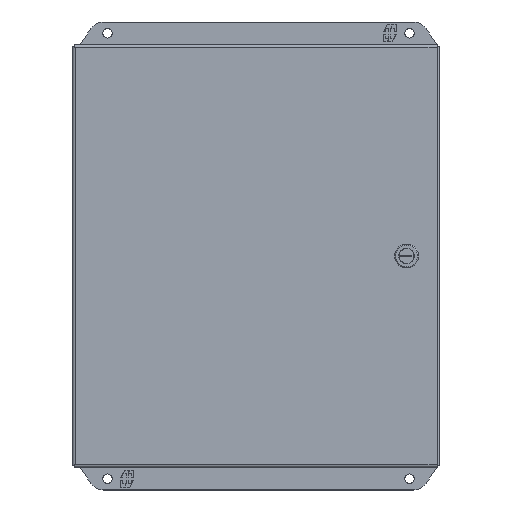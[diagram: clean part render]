
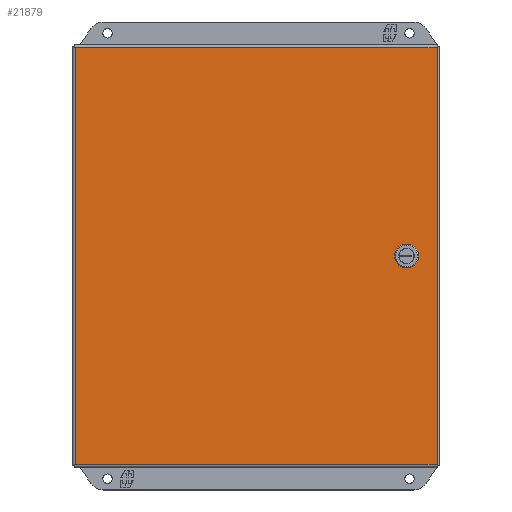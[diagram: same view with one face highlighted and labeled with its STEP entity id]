
A CAD part, front view. The second image highlights one B-rep face of the part: STEP entity #21879.
In plain terms, the highlighted planar face has unit normal (0, -1, 0).
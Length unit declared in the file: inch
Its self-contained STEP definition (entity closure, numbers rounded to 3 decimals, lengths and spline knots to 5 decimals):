
#241 = CARTESIAN_POINT ( 'NONE',  ( -6.07332, -8.61133, 6.914 ) ) ;
#919 = ORIENTED_EDGE ( 'NONE', *, *, #23367, .F. ) ;
#1794 = LINE ( 'NONE', #9799, #19411 ) ;
#1822 = VERTEX_POINT ( 'NONE', #7392 ) ;
#1847 = FACE_BOUND ( 'NONE', #4385, .T. ) ;
#2178 = CARTESIAN_POINT ( 'NONE',  ( 4.57568, -8.61133, -0.07559 ) ) ;
#2227 = LINE ( 'NONE', #24294, #23555 ) ;
#2229 = CARTESIAN_POINT ( 'NONE',  ( 4.83109, -8.61133, -0.331 ) ) ;
#2460 = CARTESIAN_POINT ( 'NONE',  ( 4.57568, -8.61133, -0.07559 ) ) ;
#2476 = VERTEX_POINT ( 'NONE', #19092 ) ;
#3066 = VECTOR ( 'NONE', #11684, 39.37008 ) ;
#3197 = DIRECTION ( 'NONE',  ( -1., 0., 0. ) ) ;
#3576 = LINE ( 'NONE', #8173, #3066 ) ;
#3749 = CARTESIAN_POINT ( 'NONE',  ( 4.98226, -8.61133, 0.331 ) ) ;
#4385 = EDGE_LOOP ( 'NONE', ( #17943, #17655, #11117, #919, #17515, #20542, #24225, #17883 ) ) ;
#4427 = VECTOR ( 'NONE', #22267, 39.37008 ) ;
#5051 = CARTESIAN_POINT ( 'NONE',  ( 4.98226, -8.61133, -0.331 ) ) ;
#5479 = CARTESIAN_POINT ( 'NONE',  ( 5.91268, -8.61133, 6.914 ) ) ;
#5715 = EDGE_CURVE ( 'NONE', #1822, #15778, #24677, .T. ) ;
#6055 = CARTESIAN_POINT ( 'NONE',  ( 5.91268, -8.61133, -6.914 ) ) ;
#6143 = EDGE_LOOP ( 'NONE', ( #13645, #17881, #22349, #14012 ) ) ;
#6151 = VERTEX_POINT ( 'NONE', #15243 ) ;
#6226 = CARTESIAN_POINT ( 'NONE',  ( 4.57568, -8.61133, 0.07559 ) ) ;
#6426 = VERTEX_POINT ( 'NONE', #5479 ) ;
#6599 = EDGE_CURVE ( 'NONE', #7253, #6426, #12035, .T. ) ;
#6875 = CARTESIAN_POINT ( 'NONE',  ( 5.23768, -8.61133, 0.07559 ) ) ;
#6904 = LINE ( 'NONE', #5051, #15617 ) ;
#7253 = VERTEX_POINT ( 'NONE', #6055 ) ;
#7392 = CARTESIAN_POINT ( 'NONE',  ( 4.57568, -8.61133, 0.07559 ) ) ;
#7441 = LINE ( 'NONE', #9419, #11914 ) ;
#7723 = CARTESIAN_POINT ( 'NONE',  ( 5.91268, -8.61133, -6.914 ) ) ;
#8097 = LINE ( 'NONE', #3749, #17330 ) ;
#8173 = CARTESIAN_POINT ( 'NONE',  ( -6.07332, -8.61133, -6.914 ) ) ;
#8719 = CARTESIAN_POINT ( 'NONE',  ( 4.83109, -8.61133, 0.331 ) ) ;
#8920 = EDGE_CURVE ( 'NONE', #23444, #15755, #1794, .T. ) ;
#9343 = VERTEX_POINT ( 'NONE', #10230 ) ;
#9419 = CARTESIAN_POINT ( 'NONE',  ( -6.07332, -8.61133, 6.914 ) ) ;
#9703 = EDGE_CURVE ( 'NONE', #20319, #9343, #8097, .T. ) ;
#9799 = CARTESIAN_POINT ( 'NONE',  ( 5.23768, -8.61133, -0.07559 ) ) ;
#10055 = DIRECTION ( 'NONE',  ( -0.707, 0., 0.707 ) ) ;
#10093 = DIRECTION ( 'NONE',  ( 0., 0., -1. ) ) ;
#10230 = CARTESIAN_POINT ( 'NONE',  ( 4.98226, -8.61133, 0.331 ) ) ;
#10701 = VECTOR ( 'NONE', #3197, 39.37008 ) ;
#11117 = ORIENTED_EDGE ( 'NONE', *, *, #5715, .F. ) ;
#11413 = EDGE_CURVE ( 'NONE', #20358, #7253, #3576, .T. ) ;
#11684 = DIRECTION ( 'NONE',  ( 1., 0., 0. ) ) ;
#11727 = VECTOR ( 'NONE', #12166, 39.37008 ) ;
#11746 = VECTOR ( 'NONE', #24164, 39.37008 ) ;
#11914 = VECTOR ( 'NONE', #25204, 39.37008 ) ;
#12035 = LINE ( 'NONE', #7723, #11727 ) ;
#12166 = DIRECTION ( 'NONE',  ( 0., 0., 1. ) ) ;
#12261 = LINE ( 'NONE', #6226, #4427 ) ;
#12331 = PLANE ( 'NONE',  #18624 ) ;
#13645 = ORIENTED_EDGE ( 'NONE', *, *, #6599, .T. ) ;
#14012 = ORIENTED_EDGE ( 'NONE', *, *, #11413, .T. ) ;
#14274 = LINE ( 'NONE', #24032, #11746 ) ;
#14995 = CARTESIAN_POINT ( 'NONE',  ( -6.07332, -8.61133, -6.914 ) ) ;
#15243 = CARTESIAN_POINT ( 'NONE',  ( 4.83109, -8.61133, 0.331 ) ) ;
#15617 = VECTOR ( 'NONE', #20840, 39.37008 ) ;
#15755 = VERTEX_POINT ( 'NONE', #20562 ) ;
#15778 = VERTEX_POINT ( 'NONE', #2178 ) ;
#16728 = CARTESIAN_POINT ( 'NONE',  ( 4.98226, -8.61133, -0.331 ) ) ;
#16737 = EDGE_CURVE ( 'NONE', #15755, #20319, #14274, .T. ) ;
#17330 = VECTOR ( 'NONE', #10055, 39.37008 ) ;
#17515 = ORIENTED_EDGE ( 'NONE', *, *, #23410, .F. ) ;
#17655 = ORIENTED_EDGE ( 'NONE', *, *, #19539, .F. ) ;
#17861 = CARTESIAN_POINT ( 'NONE',  ( -6.07332, -8.61133, -6.914 ) ) ;
#17881 = ORIENTED_EDGE ( 'NONE', *, *, #22599, .T. ) ;
#17883 = ORIENTED_EDGE ( 'NONE', *, *, #8920, .F. ) ;
#17943 = ORIENTED_EDGE ( 'NONE', *, *, #19967, .F. ) ;
#18250 = DIRECTION ( 'NONE',  ( 0.707, 0., -0.707 ) ) ;
#18624 = AXIS2_PLACEMENT_3D ( 'NONE', #17861, #20369, #19969 ) ;
#18958 = EDGE_CURVE ( 'NONE', #19871, #20358, #2227, .T. ) ;
#19092 = CARTESIAN_POINT ( 'NONE',  ( 4.83109, -8.61133, -0.331 ) ) ;
#19411 = VECTOR ( 'NONE', #25846, 39.37008 ) ;
#19539 = EDGE_CURVE ( 'NONE', #15778, #2476, #20478, .T. ) ;
#19871 = VERTEX_POINT ( 'NONE', #241 ) ;
#19967 = EDGE_CURVE ( 'NONE', #2476, #23444, #6904, .T. ) ;
#19969 = DIRECTION ( 'NONE',  ( 0., 0., -1. ) ) ;
#20235 = VECTOR ( 'NONE', #18250, 39.37008 ) ;
#20319 = VERTEX_POINT ( 'NONE', #6875 ) ;
#20358 = VERTEX_POINT ( 'NONE', #14995 ) ;
#20369 = DIRECTION ( 'NONE',  ( 0., -1., 0. ) ) ;
#20478 = LINE ( 'NONE', #2229, #20235 ) ;
#20542 = ORIENTED_EDGE ( 'NONE', *, *, #9703, .F. ) ;
#20562 = CARTESIAN_POINT ( 'NONE',  ( 5.23768, -8.61133, -0.07559 ) ) ;
#20594 = DIRECTION ( 'NONE',  ( 0., 0., -1. ) ) ;
#20840 = DIRECTION ( 'NONE',  ( 1., 0., 0. ) ) ;
#21879 = ADVANCED_FACE ( 'NONE', ( #1847, #22343 ), #12331, .T. ) ;
#22267 = DIRECTION ( 'NONE',  ( -0.707, 0., -0.707 ) ) ;
#22343 = FACE_OUTER_BOUND ( 'NONE', #6143, .T. ) ;
#22349 = ORIENTED_EDGE ( 'NONE', *, *, #18958, .T. ) ;
#22599 = EDGE_CURVE ( 'NONE', #6426, #19871, #7441, .T. ) ;
#22925 = LINE ( 'NONE', #8719, #10701 ) ;
#23367 = EDGE_CURVE ( 'NONE', #6151, #1822, #12261, .T. ) ;
#23410 = EDGE_CURVE ( 'NONE', #9343, #6151, #22925, .T. ) ;
#23444 = VERTEX_POINT ( 'NONE', #16728 ) ;
#23555 = VECTOR ( 'NONE', #10093, 39.37008 ) ;
#24032 = CARTESIAN_POINT ( 'NONE',  ( 5.23768, -8.61133, 0.07559 ) ) ;
#24164 = DIRECTION ( 'NONE',  ( 0., 0., 1. ) ) ;
#24225 = ORIENTED_EDGE ( 'NONE', *, *, #16737, .F. ) ;
#24294 = CARTESIAN_POINT ( 'NONE',  ( -6.07332, -8.61133, -6.914 ) ) ;
#24677 = LINE ( 'NONE', #2460, #25271 ) ;
#25204 = DIRECTION ( 'NONE',  ( -1., 0., 0. ) ) ;
#25271 = VECTOR ( 'NONE', #20594, 39.37008 ) ;
#25846 = DIRECTION ( 'NONE',  ( 0.707, 0., 0.707 ) ) ;
